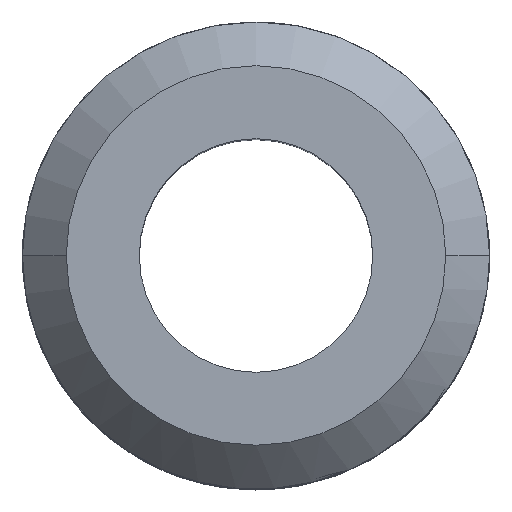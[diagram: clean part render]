
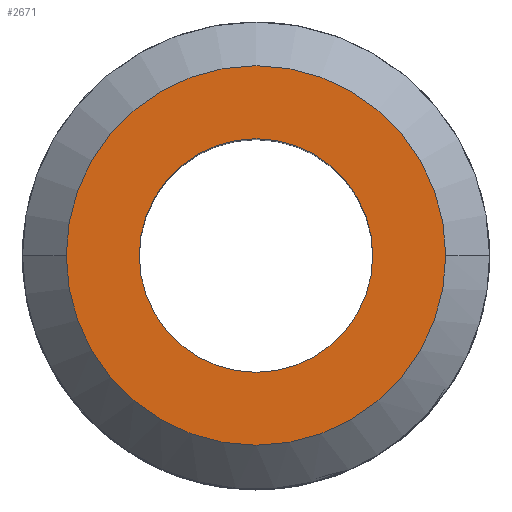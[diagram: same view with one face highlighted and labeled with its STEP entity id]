
A CAD part, top view. The second image highlights one B-rep face of the part: STEP entity #2671.
In plain terms, the highlighted planar face has unit normal (0, 0, 1).
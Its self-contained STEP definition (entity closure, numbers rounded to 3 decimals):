
#211 = EDGE_CURVE ( 'NONE', #2784, #2789, #1636, .T. ) ;
#578 = CARTESIAN_POINT ( 'NONE',  ( -4., 0., 0. ) ) ;
#579 = CARTESIAN_POINT ( 'NONE',  ( -6.5, 0., 0. ) ) ;
#580 = CARTESIAN_POINT ( 'NONE',  ( 4., 0., 0. ) ) ;
#584 = CARTESIAN_POINT ( 'NONE',  ( 6.5, 0., 0. ) ) ;
#752 = PLANE ( 'NONE',  #2639 ) ;
#753 = CARTESIAN_POINT ( 'NONE',  ( -6.578, -6.578, 0. ) ) ;
#754 = DIRECTION ( 'NONE',  ( 0., 0., 1. ) ) ;
#755 = DIRECTION ( 'NONE',  ( 1., 0., 0. ) ) ;
#863 = EDGE_CURVE ( 'NONE', #2789, #2784, #1569, .T. ) ;
#1061 = CARTESIAN_POINT ( 'NONE',  ( 0., 0., 0. ) ) ;
#1062 = DIRECTION ( 'NONE',  ( -1., 0., 0. ) ) ;
#1063 = DIRECTION ( 'NONE',  ( 0., 0., 1. ) ) ;
#1071 = CARTESIAN_POINT ( 'NONE',  ( 0., 0., 0. ) ) ;
#1072 = DIRECTION ( 'NONE',  ( -1., 0., 0. ) ) ;
#1073 = DIRECTION ( 'NONE',  ( 0., 0., 1. ) ) ;
#1302 = CARTESIAN_POINT ( 'NONE',  ( 0., 0., 0. ) ) ;
#1303 = DIRECTION ( 'NONE',  ( 0., 0., 1. ) ) ;
#1304 = DIRECTION ( 'NONE',  ( -1., 0., 0. ) ) ;
#1442 = ORIENTED_EDGE ( 'NONE', *, *, #2598, .F. ) ;
#1443 = ORIENTED_EDGE ( 'NONE', *, *, #2726, .F. ) ;
#1444 = ORIENTED_EDGE ( 'NONE', *, *, #211, .T. ) ;
#1445 = ORIENTED_EDGE ( 'NONE', *, *, #863, .T. ) ;
#1536 = CIRCLE ( 'NONE', #2647, 4. ) ;
#1546 = FACE_OUTER_BOUND ( 'NONE', #1595, .T. ) ;
#1561 = CIRCLE ( 'NONE', #2625, 4. ) ;
#1569 = CIRCLE ( 'NONE', #2620, 6.5 ) ;
#1595 = EDGE_LOOP ( 'NONE', ( #1444, #1445 ) ) ;
#1597 = EDGE_LOOP ( 'NONE', ( #1443, #1442 ) ) ;
#1636 = CIRCLE ( 'NONE', #2618, 6.5 ) ;
#1691 = FACE_BOUND ( 'NONE', #1597, .T. ) ;
#2398 = CARTESIAN_POINT ( 'NONE',  ( 0., 0., 0. ) ) ;
#2399 = DIRECTION ( 'NONE',  ( 0., 0., 1. ) ) ;
#2400 = DIRECTION ( 'NONE',  ( -1., 0., 0. ) ) ;
#2598 = EDGE_CURVE ( 'NONE', #2785, #2783, #1561, .T. ) ;
#2618 = AXIS2_PLACEMENT_3D ( 'NONE', #1061, #1063, #1062 ) ;
#2620 = AXIS2_PLACEMENT_3D ( 'NONE', #1071, #1073, #1072 ) ;
#2625 = AXIS2_PLACEMENT_3D ( 'NONE', #1302, #1303, #1304 ) ;
#2639 = AXIS2_PLACEMENT_3D ( 'NONE', #753, #754, #755 ) ;
#2647 = AXIS2_PLACEMENT_3D ( 'NONE', #2398, #2399, #2400 ) ;
#2671 = ADVANCED_FACE ( 'NONE', ( #1691, #1546 ), #752, .T. ) ;
#2726 = EDGE_CURVE ( 'NONE', #2783, #2785, #1536, .T. ) ;
#2783 = VERTEX_POINT ( 'NONE', #578 ) ;
#2784 = VERTEX_POINT ( 'NONE', #579 ) ;
#2785 = VERTEX_POINT ( 'NONE', #580 ) ;
#2789 = VERTEX_POINT ( 'NONE', #584 ) ;
